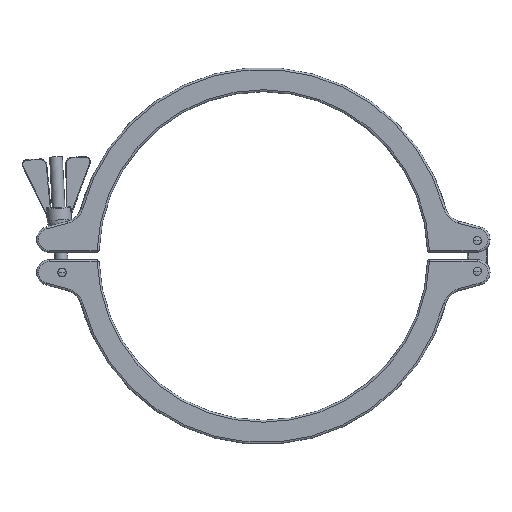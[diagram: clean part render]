
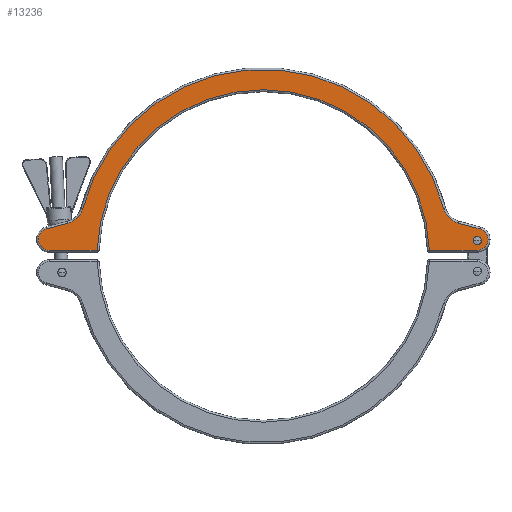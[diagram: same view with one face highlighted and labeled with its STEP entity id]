
A CAD part, top view. The second image highlights one B-rep face of the part: STEP entity #13236.
In plain terms, the highlighted planar face has unit normal (0, 0, 1).
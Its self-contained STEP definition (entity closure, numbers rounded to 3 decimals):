
#14 = AXIS2_PLACEMENT_3D ( 'NONE', #13326, #11355, #11284 ) ;
#24 = DIRECTION ( 'NONE',  ( 0., 0., 1. ) ) ;
#213 = VERTEX_POINT ( 'NONE', #8258 ) ;
#350 = EDGE_CURVE ( 'NONE', #3990, #213, #5207, .T. ) ;
#374 = DIRECTION ( 'NONE',  ( 0., 0., 1. ) ) ;
#473 = CARTESIAN_POINT ( 'NONE',  ( -168., 13., 12. ) ) ;
#486 = CIRCLE ( 'NONE', #10245, 8.5 ) ;
#495 = AXIS2_PLACEMENT_3D ( 'NONE', #6933, #1481, #7948 ) ;
#632 = EDGE_CURVE ( 'NONE', #5500, #11077, #6284, .T. ) ;
#729 = CIRCLE ( 'NONE', #495, 146.5 ) ;
#761 = ORIENTED_EDGE ( 'NONE', *, *, #350, .T. ) ;
#910 = CARTESIAN_POINT ( 'NONE',  ( 153.312, 25.735, 12. ) ) ;
#927 = CARTESIAN_POINT ( 'NONE',  ( -157.583, 41.673, 12. ) ) ;
#1008 = DIRECTION ( 'NONE',  ( 0., 0., 1. ) ) ;
#1132 = DIRECTION ( 'NONE',  ( -0.966, 0.259, 0. ) ) ;
#1139 = DIRECTION ( 'NONE',  ( 1., 0., 0. ) ) ;
#1481 = DIRECTION ( 'NONE',  ( 0., 0., 1. ) ) ;
#1623 = DIRECTION ( 'NONE',  ( -0.966, -0.259, 0. ) ) ;
#1645 = CARTESIAN_POINT ( 'NONE',  ( -153.312, 25.735, 12. ) ) ;
#1656 = ORIENTED_EDGE ( 'NONE', *, *, #4275, .T. ) ;
#1932 = ORIENTED_EDGE ( 'NONE', *, *, #5731, .T. ) ;
#2154 = CARTESIAN_POINT ( 'NONE',  ( 168., 12., 12. ) ) ;
#2210 = ORIENTED_EDGE ( 'NONE', *, *, #632, .T. ) ;
#2361 = DIRECTION ( 'NONE',  ( 1., 0., 0. ) ) ;
#2672 = VERTEX_POINT ( 'NONE', #4522 ) ;
#2808 = LINE ( 'NONE', #9434, #7483 ) ;
#3047 = ORIENTED_EDGE ( 'NONE', *, *, #3936, .T. ) ;
#3091 = DIRECTION ( 'NONE',  ( 0., 0., -1. ) ) ;
#3336 = CIRCLE ( 'NONE', #12863, 16.5 ) ;
#3349 = VECTOR ( 'NONE', #1623, 1000. ) ;
#3490 = EDGE_CURVE ( 'NONE', #12086, #13217, #486, .T. ) ;
#3523 = CARTESIAN_POINT ( 'NONE',  ( 168., 12., 12. ) ) ;
#3645 = ORIENTED_EDGE ( 'NONE', *, *, #4968, .T. ) ;
#3717 = EDGE_CURVE ( 'NONE', #9559, #8670, #729, .T. ) ;
#3936 = EDGE_CURVE ( 'NONE', #11077, #2672, #2808, .T. ) ;
#3968 = VERTEX_POINT ( 'NONE', #5073 ) ;
#3990 = VERTEX_POINT ( 'NONE', #13813 ) ;
#4077 = ORIENTED_EDGE ( 'NONE', *, *, #9971, .F. ) ;
#4275 = EDGE_CURVE ( 'NONE', #13217, #12019, #6430, .T. ) ;
#4360 = VECTOR ( 'NONE', #7393, 1000. ) ;
#4522 = CARTESIAN_POINT ( 'NONE',  ( 168., 4.5, 12. ) ) ;
#4541 = DIRECTION ( 'NONE',  ( 1., 0., 0. ) ) ;
#4822 = AXIS2_PLACEMENT_3D ( 'NONE', #6526, #1008, #6107 ) ;
#4968 = EDGE_CURVE ( 'NONE', #8670, #12357, #14250, .T. ) ;
#5060 = LINE ( 'NONE', #12934, #4360 ) ;
#5073 = CARTESIAN_POINT ( 'NONE',  ( 164.7, 12., 12. ) ) ;
#5142 = CARTESIAN_POINT ( 'NONE',  ( 153.312, 25.735, 12. ) ) ;
#5207 = CIRCLE ( 'NONE', #9618, 8.5 ) ;
#5336 = EDGE_CURVE ( 'NONE', #12019, #9559, #3336, .T. ) ;
#5500 = VERTEX_POINT ( 'NONE', #10142 ) ;
#5567 = FACE_BOUND ( 'NONE', #6387, .T. ) ;
#5579 = DIRECTION ( 'NONE',  ( 0., 0., -1. ) ) ;
#5731 = EDGE_CURVE ( 'NONE', #12357, #3990, #10702, .T. ) ;
#5856 = ORIENTED_EDGE ( 'NONE', *, *, #3490, .T. ) ;
#6021 = CARTESIAN_POINT ( 'NONE',  ( 176.5, 13., 12. ) ) ;
#6107 = DIRECTION ( 'NONE',  ( 1., 0., 0. ) ) ;
#6284 = CIRCLE ( 'NONE', #14, 130.5 ) ;
#6387 = EDGE_LOOP ( 'NONE', ( #8442, #4077 ) ) ;
#6430 = LINE ( 'NONE', #910, #11431 ) ;
#6526 = CARTESIAN_POINT ( 'NONE',  ( 168., 13., 12. ) ) ;
#6582 = CARTESIAN_POINT ( 'NONE',  ( 171.3, 12., 12. ) ) ;
#6933 = CARTESIAN_POINT ( 'NONE',  ( 0., 0., 12. ) ) ;
#7141 = AXIS2_PLACEMENT_3D ( 'NONE', #13291, #24, #2361 ) ;
#7393 = DIRECTION ( 'NONE',  ( 1., 0., 0. ) ) ;
#7483 = VECTOR ( 'NONE', #11693, 1000. ) ;
#7737 = DIRECTION ( 'NONE',  ( 1., 0., 0. ) ) ;
#7948 = DIRECTION ( 'NONE',  ( 1., 0., 0. ) ) ;
#7962 = AXIS2_PLACEMENT_3D ( 'NONE', #927, #5579, #10083 ) ;
#8258 = CARTESIAN_POINT ( 'NONE',  ( -168., 4.5, 12. ) ) ;
#8442 = ORIENTED_EDGE ( 'NONE', *, *, #14372, .F. ) ;
#8670 = VERTEX_POINT ( 'NONE', #13446 ) ;
#8718 = CARTESIAN_POINT ( 'NONE',  ( 141.631, 37.455, 12. ) ) ;
#8836 = CARTESIAN_POINT ( 'NONE',  ( 170.2, 21.21, 12. ) ) ;
#8976 = DIRECTION ( 'NONE',  ( 0., 0., 1. ) ) ;
#9434 = CARTESIAN_POINT ( 'NONE',  ( 168., 4.5, 12. ) ) ;
#9483 = CIRCLE ( 'NONE', #10407, 3.3 ) ;
#9559 = VERTEX_POINT ( 'NONE', #8718 ) ;
#9618 = AXIS2_PLACEMENT_3D ( 'NONE', #473, #9648, #14093 ) ;
#9648 = DIRECTION ( 'NONE',  ( 0., 0., 1. ) ) ;
#9821 = CARTESIAN_POINT ( 'NONE',  ( 130.422, 4.5, 12. ) ) ;
#9862 = PLANE ( 'NONE',  #7141 ) ;
#9971 = EDGE_CURVE ( 'NONE', #14373, #3968, #10599, .T. ) ;
#10083 = DIRECTION ( 'NONE',  ( 1., 0., 0. ) ) ;
#10142 = CARTESIAN_POINT ( 'NONE',  ( -130.422, 4.5, 12. ) ) ;
#10245 = AXIS2_PLACEMENT_3D ( 'NONE', #13073, #12185, #7737 ) ;
#10407 = AXIS2_PLACEMENT_3D ( 'NONE', #2154, #8976, #1139 ) ;
#10423 = EDGE_LOOP ( 'NONE', ( #12949, #2210, #3047, #10772, #5856, #1656, #13195, #10586, #3645, #1932, #761 ) ) ;
#10586 = ORIENTED_EDGE ( 'NONE', *, *, #3717, .T. ) ;
#10599 = CIRCLE ( 'NONE', #11309, 3.3 ) ;
#10702 = LINE ( 'NONE', #11653, #3349 ) ;
#10772 = ORIENTED_EDGE ( 'NONE', *, *, #13778, .T. ) ;
#10949 = CARTESIAN_POINT ( 'NONE',  ( 157.583, 41.673, 12. ) ) ;
#11077 = VERTEX_POINT ( 'NONE', #9821 ) ;
#11117 = CIRCLE ( 'NONE', #4822, 8.5 ) ;
#11284 = DIRECTION ( 'NONE',  ( 1., 0., 0. ) ) ;
#11309 = AXIS2_PLACEMENT_3D ( 'NONE', #3523, #374, #4541 ) ;
#11355 = DIRECTION ( 'NONE',  ( 0., 0., -1. ) ) ;
#11431 = VECTOR ( 'NONE', #1132, 1000. ) ;
#11653 = CARTESIAN_POINT ( 'NONE',  ( -170.2, 21.21, 12. ) ) ;
#11693 = DIRECTION ( 'NONE',  ( 1., 0., 0. ) ) ;
#12019 = VERTEX_POINT ( 'NONE', #5142 ) ;
#12086 = VERTEX_POINT ( 'NONE', #6021 ) ;
#12185 = DIRECTION ( 'NONE',  ( 0., 0., 1. ) ) ;
#12357 = VERTEX_POINT ( 'NONE', #1645 ) ;
#12863 = AXIS2_PLACEMENT_3D ( 'NONE', #10949, #3091, #14225 ) ;
#12934 = CARTESIAN_POINT ( 'NONE',  ( -128.965, 4.5, 12. ) ) ;
#12949 = ORIENTED_EDGE ( 'NONE', *, *, #13171, .T. ) ;
#13073 = CARTESIAN_POINT ( 'NONE',  ( 168., 13., 12. ) ) ;
#13171 = EDGE_CURVE ( 'NONE', #213, #5500, #5060, .T. ) ;
#13195 = ORIENTED_EDGE ( 'NONE', *, *, #5336, .T. ) ;
#13217 = VERTEX_POINT ( 'NONE', #8836 ) ;
#13236 = ADVANCED_FACE ( 'NONE', ( #14385, #5567 ), #9862, .T. ) ;
#13291 = CARTESIAN_POINT ( 'NONE',  ( 0., 0., 12. ) ) ;
#13326 = CARTESIAN_POINT ( 'NONE',  ( 0., 0., 12. ) ) ;
#13446 = CARTESIAN_POINT ( 'NONE',  ( -141.631, 37.455, 12. ) ) ;
#13778 = EDGE_CURVE ( 'NONE', #2672, #12086, #11117, .T. ) ;
#13813 = CARTESIAN_POINT ( 'NONE',  ( -170.2, 21.21, 12. ) ) ;
#14093 = DIRECTION ( 'NONE',  ( 1., 0., 0. ) ) ;
#14225 = DIRECTION ( 'NONE',  ( 1., 0., 0. ) ) ;
#14250 = CIRCLE ( 'NONE', #7962, 16.5 ) ;
#14372 = EDGE_CURVE ( 'NONE', #3968, #14373, #9483, .T. ) ;
#14373 = VERTEX_POINT ( 'NONE', #6582 ) ;
#14385 = FACE_OUTER_BOUND ( 'NONE', #10423, .T. ) ;
